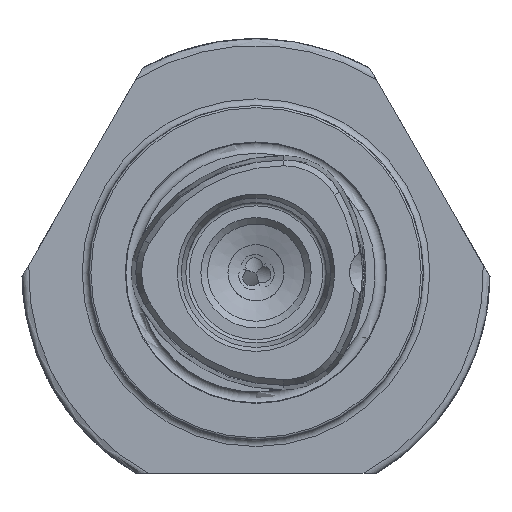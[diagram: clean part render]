
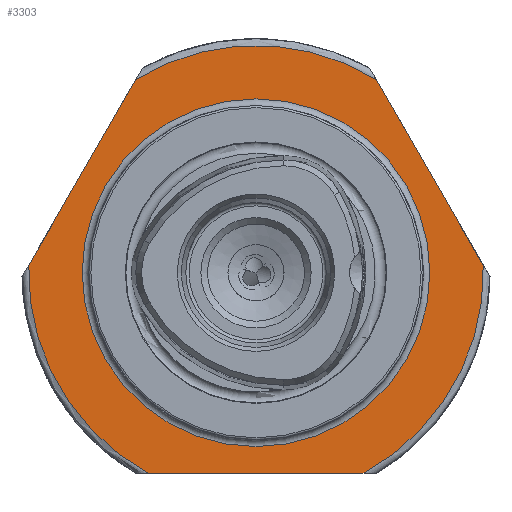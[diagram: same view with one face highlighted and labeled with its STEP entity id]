
A CAD part, left-side view. The second image highlights one B-rep face of the part: STEP entity #3303.
In plain terms, the highlighted planar face has unit normal (-1, 0, 0).
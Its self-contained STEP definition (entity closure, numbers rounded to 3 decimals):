
#47 = DIRECTION ( 'NONE',  ( 0., 1., 0. ) ) ;
#94 = CARTESIAN_POINT ( 'NONE',  ( 21., 0., 0. ) ) ;
#125 = LINE ( 'NONE', #6933, #4252 ) ;
#220 = CARTESIAN_POINT ( 'NONE',  ( 21., 26., 0. ) ) ;
#441 = ORIENTED_EDGE ( 'NONE', *, *, #1366, .F. ) ;
#490 = DIRECTION ( 'NONE',  ( 0., 0.5, -0.866 ) ) ;
#669 = ORIENTED_EDGE ( 'NONE', *, *, #5734, .F. ) ;
#723 = VERTEX_POINT ( 'NONE', #5236 ) ;
#850 = DIRECTION ( 'NONE',  ( 0., 1., 0. ) ) ;
#974 = ORIENTED_EDGE ( 'NONE', *, *, #5010, .T. ) ;
#1041 = VECTOR ( 'NONE', #5718, 1000. ) ;
#1301 = VECTOR ( 'NONE', #3266, 1000. ) ;
#1310 = AXIS2_PLACEMENT_3D ( 'NONE', #3221, #5967, #47 ) ;
#1366 = EDGE_CURVE ( 'NONE', #2201, #1367, #4777, .T. ) ;
#1367 = VERTEX_POINT ( 'NONE', #3036 ) ;
#1642 = CARTESIAN_POINT ( 'NONE',  ( 21., 16., -30. ) ) ;
#1688 = DIRECTION ( 'NONE',  ( 0., 1., 0. ) ) ;
#1801 = EDGE_LOOP ( 'NONE', ( #2312 ) ) ;
#2000 = EDGE_CURVE ( 'NONE', #3441, #723, #5770, .T. ) ;
#2201 = VERTEX_POINT ( 'NONE', #1642 ) ;
#2232 = EDGE_CURVE ( 'NONE', #3864, #3864, #6772, .T. ) ;
#2312 = ORIENTED_EDGE ( 'NONE', *, *, #2232, .T. ) ;
#2495 = CARTESIAN_POINT ( 'NONE',  ( 21., -19.481, 26.258 ) ) ;
#2501 = CARTESIAN_POINT ( 'NONE',  ( 21., 0., 0. ) ) ;
#2550 = DIRECTION ( 'NONE',  ( 1., 0., 0. ) ) ;
#2609 = VERTEX_POINT ( 'NONE', #6805 ) ;
#2656 = CARTESIAN_POINT ( 'NONE',  ( 21., 17.981, 28.856 ) ) ;
#2703 = CARTESIAN_POINT ( 'NONE',  ( 21., 26., -30. ) ) ;
#2737 = CARTESIAN_POINT ( 'NONE',  ( 21., 26., 0. ) ) ;
#2987 = EDGE_CURVE ( 'NONE', #2201, #2609, #3911, .T. ) ;
#3036 = CARTESIAN_POINT ( 'NONE',  ( 21., 33.981, 1.144 ) ) ;
#3221 = CARTESIAN_POINT ( 'NONE',  ( 21., 0., 0. ) ) ;
#3245 = FACE_OUTER_BOUND ( 'NONE', #5809, .T. ) ;
#3266 = DIRECTION ( 'NONE',  ( 0., -1., 0. ) ) ;
#3301 = VERTEX_POINT ( 'NONE', #5065 ) ;
#3303 = ADVANCED_FACE ( 'NONE', ( #4086, #3245 ), #3955, .T. ) ;
#3393 = DIRECTION ( 'NONE',  ( -1., 0., 0. ) ) ;
#3441 = VERTEX_POINT ( 'NONE', #2656 ) ;
#3533 = CIRCLE ( 'NONE', #1310, 34. ) ;
#3576 = EDGE_CURVE ( 'NONE', #3441, #1367, #125, .T. ) ;
#3634 = AXIS2_PLACEMENT_3D ( 'NONE', #94, #6516, #1688 ) ;
#3864 = VERTEX_POINT ( 'NONE', #2737 ) ;
#3886 = LINE ( 'NONE', #2495, #1041 ) ;
#3911 = LINE ( 'NONE', #2703, #1301 ) ;
#3934 = DIRECTION ( 'NONE',  ( 0., -1., 0. ) ) ;
#3955 = PLANE ( 'NONE',  #6077 ) ;
#3990 = ORIENTED_EDGE ( 'NONE', *, *, #3576, .T. ) ;
#4043 = DIRECTION ( 'NONE',  ( 1., 0., 0. ) ) ;
#4086 = FACE_BOUND ( 'NONE', #1801, .T. ) ;
#4252 = VECTOR ( 'NONE', #490, 1000. ) ;
#4449 = ORIENTED_EDGE ( 'NONE', *, *, #2987, .T. ) ;
#4634 = ORIENTED_EDGE ( 'NONE', *, *, #2000, .F. ) ;
#4777 = CIRCLE ( 'NONE', #6292, 34. ) ;
#5010 = EDGE_CURVE ( 'NONE', #3301, #723, #3886, .T. ) ;
#5065 = CARTESIAN_POINT ( 'NONE',  ( 21., -33.981, 1.144 ) ) ;
#5236 = CARTESIAN_POINT ( 'NONE',  ( 21., -17.981, 28.856 ) ) ;
#5718 = DIRECTION ( 'NONE',  ( 0., 0.5, 0.866 ) ) ;
#5734 = EDGE_CURVE ( 'NONE', #3301, #2609, #3533, .T. ) ;
#5770 = CIRCLE ( 'NONE', #6442, 34. ) ;
#5809 = EDGE_LOOP ( 'NONE', ( #669, #974, #4634, #3990, #441, #4449 ) ) ;
#5967 = DIRECTION ( 'NONE',  ( 1., 0., 0. ) ) ;
#6077 = AXIS2_PLACEMENT_3D ( 'NONE', #220, #3393, #3934 ) ;
#6199 = CARTESIAN_POINT ( 'NONE',  ( 21., 0., 0. ) ) ;
#6261 = DIRECTION ( 'NONE',  ( 0., 1., 0. ) ) ;
#6292 = AXIS2_PLACEMENT_3D ( 'NONE', #2501, #2550, #6261 ) ;
#6442 = AXIS2_PLACEMENT_3D ( 'NONE', #6199, #4043, #850 ) ;
#6516 = DIRECTION ( 'NONE',  ( 1., 0., 0. ) ) ;
#6772 = CIRCLE ( 'NONE', #3634, 26. ) ;
#6805 = CARTESIAN_POINT ( 'NONE',  ( 21., -16., -30. ) ) ;
#6933 = CARTESIAN_POINT ( 'NONE',  ( 21., 32.481, 3.742 ) ) ;
